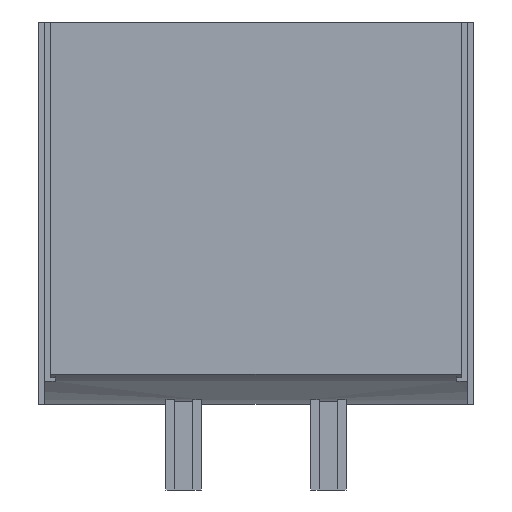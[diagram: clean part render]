
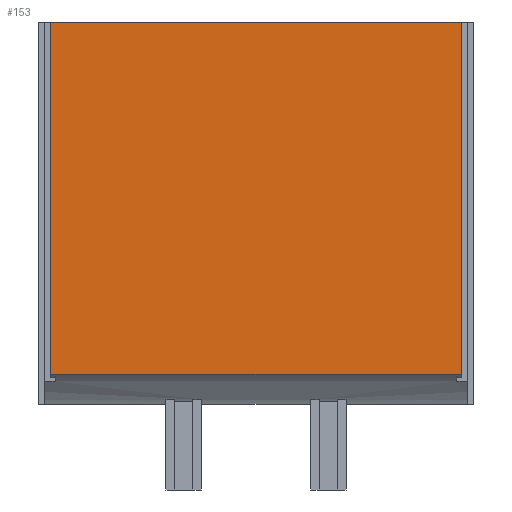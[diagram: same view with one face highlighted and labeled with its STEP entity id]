
A CAD part, front view. The second image highlights one B-rep face of the part: STEP entity #153.
In plain terms, the highlighted face is planar.
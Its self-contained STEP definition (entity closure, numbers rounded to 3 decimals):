
#121 = ORIENTED_EDGE ( 'NONE', *, *, #122, .F. ) ;
#122 = EDGE_CURVE ( 'NONE', #151, #1178, #4691, .T. ) ;
#123 = ORIENTED_EDGE ( 'NONE', *, *, #150, .T. ) ;
#124 = ORIENTED_EDGE ( 'NONE', *, *, #131, .F. ) ;
#131 = EDGE_CURVE ( 'NONE', #1337, #143, #4708, .T. ) ;
#143 = VERTEX_POINT ( 'NONE', #4746 ) ;
#146 = EDGE_LOOP ( 'NONE', ( #121, #123, #124, #170 ) ) ;
#150 = EDGE_CURVE ( 'NONE', #151, #143, #4765, .T. ) ;
#151 = VERTEX_POINT ( 'NONE', #4761 ) ;
#153 = ADVANCED_FACE ( 'PLANAR_5', ( #4755 ), #4754, .F. ) ;
#170 = ORIENTED_EDGE ( 'NONE', *, *, #1336, .F. ) ;
#1178 = VERTEX_POINT ( 'NONE', #2875 ) ;
#1336 = EDGE_CURVE ( 'NONE', #1178, #1337, #3115, .T. ) ;
#1337 = VERTEX_POINT ( 'NONE', #3111 ) ;
#2875 = CARTESIAN_POINT ( 'NONE',  ( 7.195, 24.5, 49.51 ) ) ;
#3111 = CARTESIAN_POINT ( 'NONE',  ( 7.195, 24.5, -49.51 ) ) ;
#3112 = DIRECTION ( 'NONE',  ( 0., 0., -1. ) ) ;
#3113 = VECTOR ( 'NONE', #3112, 1000. ) ;
#3114 = CARTESIAN_POINT ( 'NONE',  ( 7.195, 24.5, 51. ) ) ;
#3115 = LINE ( 'NONE', #3114, #3113 ) ;
#4645 = DIRECTION ( 'NONE',  ( 0., 0., -1. ) ) ;
#4646 = DIRECTION ( 'NONE',  ( 0., -1., 0. ) ) ;
#4647 = AXIS2_PLACEMENT_3D ( 'NONE', #4753, #4646, #4645 ) ;
#4689 = VECTOR ( 'NONE', #4747, 1000. ) ;
#4690 = CARTESIAN_POINT ( 'NONE',  ( 92.3, 24.5, 49.51 ) ) ;
#4691 = LINE ( 'NONE', #4690, #4689 ) ;
#4706 = VECTOR ( 'NONE', #4752, 1000. ) ;
#4707 = CARTESIAN_POINT ( 'NONE',  ( 92.3, 24.5, -49.51 ) ) ;
#4708 = LINE ( 'NONE', #4707, #4706 ) ;
#4746 = CARTESIAN_POINT ( 'NONE',  ( 92.3, 24.5, -49.51 ) ) ;
#4747 = DIRECTION ( 'NONE',  ( -1., 0., 0. ) ) ;
#4752 = DIRECTION ( 'NONE',  ( 1., 0., 0. ) ) ;
#4753 = CARTESIAN_POINT ( 'NONE',  ( 92.3, 24.5, 51. ) ) ;
#4754 = PLANE ( 'NONE',  #4647 ) ;
#4755 = FACE_OUTER_BOUND ( 'NONE', #146, .T. ) ;
#4761 = CARTESIAN_POINT ( 'NONE',  ( 92.3, 24.5, 49.51 ) ) ;
#4762 = DIRECTION ( 'NONE',  ( 0., 0., -1. ) ) ;
#4763 = VECTOR ( 'NONE', #4762, 1000. ) ;
#4764 = CARTESIAN_POINT ( 'NONE',  ( 92.3, 24.5, 51. ) ) ;
#4765 = LINE ( 'NONE', #4764, #4763 ) ;
